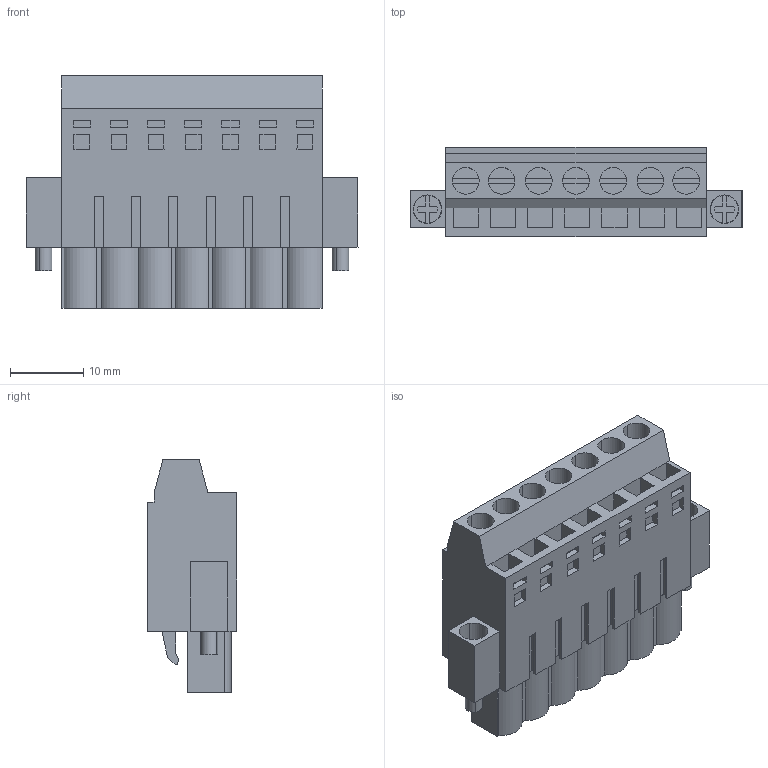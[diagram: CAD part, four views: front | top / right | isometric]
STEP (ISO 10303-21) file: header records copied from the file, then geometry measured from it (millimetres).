
FILE_DESCRIPTION(('CATIA V5 STEP Exchange','CAx-IF Rec.Pracs.--- Model Styling and Organization---1.2---2011-12-15'),'2;1');
FILE_NAME ('D1457343_0_1844040000_1844040000.stp','2017-10-31T20:34:16+00:00',('none'),('Weidmueller'),'CATIA Version 5-6 Release 2014','CATIA V5 STEP AP214','none');
FILE_SCHEMA(('AUTOMOTIVE_DESIGN { 1 0 10303 214 1 1 1 1 }'));
Length unit declared in the file: millimetre
Products named in the file (1): 1844040000
Bounding box: 45.36 x 12.2 x 31.8 mm (x, y, z)
Volume: 9961.9 mm3; surface area: 6336.3 mm2
Topology: 10 solids, 10 shells, 526 faces, 1441 edges, 978 vertices
Faces by surface type: plane 442, cylinder 84
Entity records: 16203 total; most frequent: CARTESIAN_POINT 2984, ORIENTED_EDGE 2882, DIRECTION 2155, EDGE_CURVE 1441, VECTOR 1237, LINE 1237, VERTEX_POINT 978, EDGE_LOOP 573
